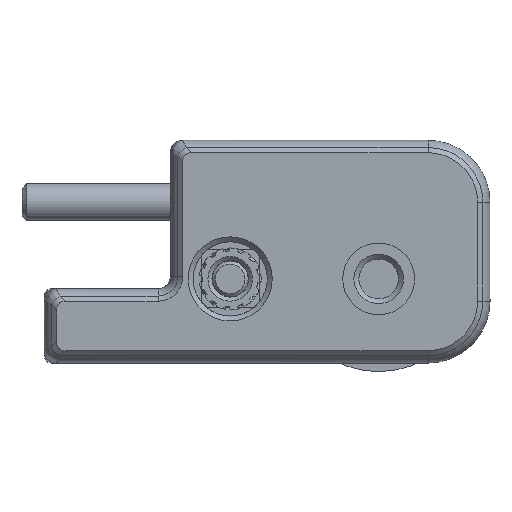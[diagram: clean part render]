
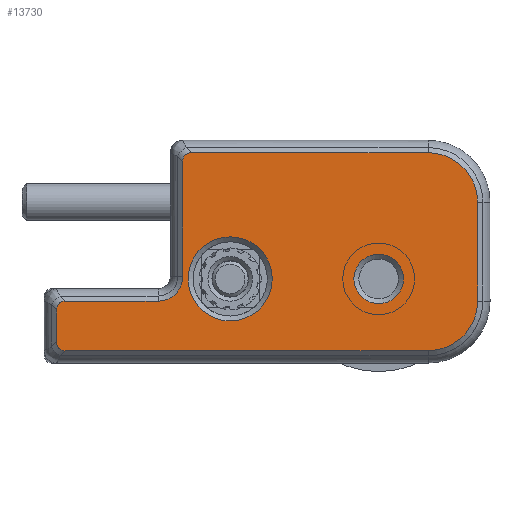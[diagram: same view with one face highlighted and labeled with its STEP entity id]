
A CAD part, front view. The second image highlights one B-rep face of the part: STEP entity #13730.
In plain terms, the highlighted face is planar.
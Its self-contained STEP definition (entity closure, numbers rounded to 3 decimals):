
#673=ELLIPSE('',#14743,1.732,1.);
#674=ELLIPSE('',#14745,1.732,1.);
#675=ELLIPSE('',#14746,1.732,1.);
#716=FACE_BOUND('',#3015,.T.);
#717=FACE_BOUND('',#3016,.T.);
#841=CIRCLE('',#14738,2.);
#843=CIRCLE('',#14741,4.);
#844=CIRCLE('',#14742,4.);
#845=CIRCLE('',#14744,2.);
#846=CIRCLE('',#14747,3.4);
#2136=FACE_OUTER_BOUND('',#3014,.T.);
#3014=EDGE_LOOP('',(#9225,#9226,#9227,#9228,#9229,#9230,#9231,#9232,#9233,
#9234,#9235,#9236));
#3015=EDGE_LOOP('',(#9237));
#3016=EDGE_LOOP('',(#9238));
#3951=LINE('',#20882,#4791);
#3952=LINE('',#20886,#4792);
#3953=LINE('',#20890,#4793);
#3954=LINE('',#20894,#4794);
#3955=LINE('',#20898,#4795);
#3956=LINE('',#20901,#4796);
#4791=VECTOR('',#16579,10.);
#4792=VECTOR('',#16582,10.);
#4793=VECTOR('',#16585,10.);
#4794=VECTOR('',#16588,10.);
#4795=VECTOR('',#16591,10.);
#4796=VECTOR('',#16594,10.);
#5638=VERTEX_POINT('',#20872);
#5640=VERTEX_POINT('',#20878);
#5641=VERTEX_POINT('',#20879);
#5642=VERTEX_POINT('',#20881);
#5643=VERTEX_POINT('',#20883);
#5644=VERTEX_POINT('',#20885);
#5645=VERTEX_POINT('',#20887);
#5646=VERTEX_POINT('',#20889);
#5647=VERTEX_POINT('',#20891);
#5648=VERTEX_POINT('',#20893);
#5649=VERTEX_POINT('',#20895);
#5650=VERTEX_POINT('',#20897);
#5651=VERTEX_POINT('',#20899);
#5652=VERTEX_POINT('',#20902);
#7002=EDGE_CURVE('',#5638,#5638,#841,.T.);
#7005=EDGE_CURVE('',#5640,#5641,#843,.T.);
#7006=EDGE_CURVE('',#5642,#5640,#3951,.T.);
#7007=EDGE_CURVE('',#5643,#5642,#844,.T.);
#7008=EDGE_CURVE('',#5644,#5643,#3952,.T.);
#7009=EDGE_CURVE('',#5645,#5644,#673,.T.);
#7010=EDGE_CURVE('',#5646,#5645,#3953,.T.);
#7011=EDGE_CURVE('',#5647,#5646,#845,.T.);
#7012=EDGE_CURVE('',#5648,#5647,#3954,.T.);
#7013=EDGE_CURVE('',#5649,#5648,#674,.T.);
#7014=EDGE_CURVE('',#5650,#5649,#3955,.T.);
#7015=EDGE_CURVE('',#5651,#5650,#675,.T.);
#7016=EDGE_CURVE('',#5641,#5651,#3956,.T.);
#7017=EDGE_CURVE('',#5652,#5652,#846,.T.);
#9225=ORIENTED_EDGE('',*,*,#7005,.F.);
#9226=ORIENTED_EDGE('',*,*,#7006,.F.);
#9227=ORIENTED_EDGE('',*,*,#7007,.F.);
#9228=ORIENTED_EDGE('',*,*,#7008,.F.);
#9229=ORIENTED_EDGE('',*,*,#7009,.F.);
#9230=ORIENTED_EDGE('',*,*,#7010,.F.);
#9231=ORIENTED_EDGE('',*,*,#7011,.F.);
#9232=ORIENTED_EDGE('',*,*,#7012,.F.);
#9233=ORIENTED_EDGE('',*,*,#7013,.F.);
#9234=ORIENTED_EDGE('',*,*,#7014,.F.);
#9235=ORIENTED_EDGE('',*,*,#7015,.F.);
#9236=ORIENTED_EDGE('',*,*,#7016,.F.);
#9237=ORIENTED_EDGE('',*,*,#7017,.F.);
#9238=ORIENTED_EDGE('',*,*,#7002,.F.);
#13471=PLANE('',#14740);
#13730=ADVANCED_FACE('',(#2136,#716,#717),#13471,.T.);
#14738=AXIS2_PLACEMENT_3D('',#20873,#16570,#16571);
#14740=AXIS2_PLACEMENT_3D('',#20877,#16575,#16576);
#14741=AXIS2_PLACEMENT_3D('',#20880,#16577,#16578);
#14742=AXIS2_PLACEMENT_3D('',#20884,#16580,#16581);
#14743=AXIS2_PLACEMENT_3D('',#20888,#16583,#16584);
#14744=AXIS2_PLACEMENT_3D('',#20892,#16586,#16587);
#14745=AXIS2_PLACEMENT_3D('',#20896,#16589,#16590);
#14746=AXIS2_PLACEMENT_3D('',#20900,#16592,#16593);
#14747=AXIS2_PLACEMENT_3D('',#20903,#16595,#16596);
#16570=DIRECTION('center_axis',(0.,0.,
-1.));
#16571=DIRECTION('ref_axis',(1.,0.,0.));
#16575=DIRECTION('center_axis',(0.,0.,
-1.));
#16576=DIRECTION('ref_axis',(0.,1.,0.));
#16577=DIRECTION('center_axis',(0.,0.,
1.));
#16578=DIRECTION('ref_axis',(0.707,0.707,0.));
#16579=DIRECTION('',(0.,1.,0.));
#16580=DIRECTION('center_axis',(0.,0.,
1.));
#16581=DIRECTION('ref_axis',(0.707,-0.707,0.));
#16582=DIRECTION('',(1.,0.,0.));
#16583=DIRECTION('center_axis',(0.,0.,
1.));
#16584=DIRECTION('ref_axis',(-0.707,-0.707,0.));
#16585=DIRECTION('',(0.,-1.,0.));
#16586=DIRECTION('center_axis',(0.,0.,
-1.));
#16587=DIRECTION('ref_axis',(0.707,0.707,0.));
#16588=DIRECTION('',(1.,0.,0.));
#16589=DIRECTION('center_axis',(0.,0.,
1.));
#16590=DIRECTION('ref_axis',(-0.707,-0.707,0.));
#16591=DIRECTION('',(0.,-1.,0.));
#16592=DIRECTION('center_axis',(0.,0.,
1.));
#16593=DIRECTION('ref_axis',(-0.707,0.707,0.));
#16594=DIRECTION('',(-1.,0.,0.));
#16595=DIRECTION('center_axis',(0.,0.,
-1.));
#16596=DIRECTION('ref_axis',(1.,0.,0.));
#20872=CARTESIAN_POINT('',(7.013,2.2,0.));
#20873=CARTESIAN_POINT('Origin',(9.013,2.2,0.));
#20877=CARTESIAN_POINT('Origin',(-0.9,1.1,0.));
#20878=CARTESIAN_POINT('',(17.013,4.,0.));
#20879=CARTESIAN_POINT('',(13.013,8.,0.));
#20880=CARTESIAN_POINT('Origin',(13.013,4.,0.));
#20881=CARTESIAN_POINT('',(17.013,-4.,0.));
#20882=CARTESIAN_POINT('',(17.013,-3.95,0.));
#20883=CARTESIAN_POINT('',(13.013,-8.,0.));
#20884=CARTESIAN_POINT('Origin',(13.013,-4.,0.));
#20885=CARTESIAN_POINT('',(-6.106,-8.,0.));
#20886=CARTESIAN_POINT('',(-10.357,-8.,0.));
#20887=CARTESIAN_POINT('',(-6.813,-7.293,0.));
#20888=CARTESIAN_POINT('Origin',(-5.399,-6.586,0.));
#20889=CARTESIAN_POINT('',(-6.813,2.,0.));
#20890=CARTESIAN_POINT('',(-6.813,5.05,0.));
#20891=CARTESIAN_POINT('',(-8.813,4.,0.));
#20892=CARTESIAN_POINT('Origin',(-8.813,2.,0.));
#20893=CARTESIAN_POINT('',(-16.306,4.,0.));
#20894=CARTESIAN_POINT('',(-0.3,4.,0.));
#20895=CARTESIAN_POINT('',(-17.013,4.707,0.));
#20896=CARTESIAN_POINT('Origin',(-15.599,5.414,0.));
#20897=CARTESIAN_POINT('',(-17.013,7.293,0.));
#20898=CARTESIAN_POINT('',(-17.013,5.05,0.));
#20899=CARTESIAN_POINT('',(-16.306,8.,0.));
#20900=CARTESIAN_POINT('Origin',(-15.599,6.586,0.));
#20901=CARTESIAN_POINT('',(7.004,8.,0.));
#20902=CARTESIAN_POINT('',(-6.387,2.2,0.));
#20903=CARTESIAN_POINT('Origin',(-2.987,2.2,0.));
